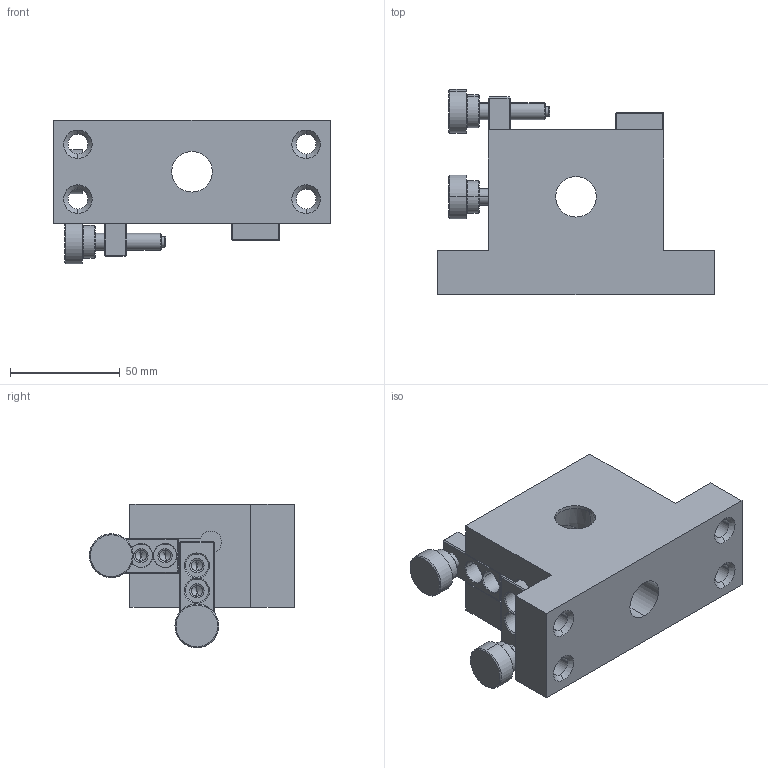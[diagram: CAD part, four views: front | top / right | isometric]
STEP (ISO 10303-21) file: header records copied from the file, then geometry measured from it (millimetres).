
FILE_DESCRIPTION (( 'STEP AP214' ), '1' );
FILE_NAME ('SDZ-700.30-00.STEP', '2021-02-03T00:49:26', ( '' ), ( '' ), 'SwSTEP 2.0', 'SolidWorks 2012', '' );
FILE_SCHEMA (( 'AUTOMOTIVE_DESIGN' ));
Length unit declared in the file: millimetre
Products named in the file (6): SDZ-700.30-05; SDZ-700.30-04; SDZ-700.30-03; SDZ-700.30-02; SDZ-700.30-01; SDZ-700.30-00
Assembly tree (7 placements, depth 2):
  SDZ-700.30-00
    SDZ-700.30-01
    SDZ-700.30-02  x2
    SDZ-700.30-03
    SDZ-700.30-04
    SDZ-700.30-05  x2
Bounding box: 126 x 93.46 x 65.5 mm (x, y, z)
Volume: 282399.8 mm3; surface area: 56272.2 mm2
Topology: 7 solids, 7 shells, 294 faces, 673 edges, 398 vertices
Faces by surface type: plane 138, cylinder 78, cone 70, torus 8
Entity records: 7446 total; most frequent: CARTESIAN_POINT 1384, DIRECTION 1255, ORIENTED_EDGE 1106, EDGE_CURVE 553, AXIS2_PLACEMENT_3D 462, VERTEX_POINT 334, VECTOR 331, LINE 331
